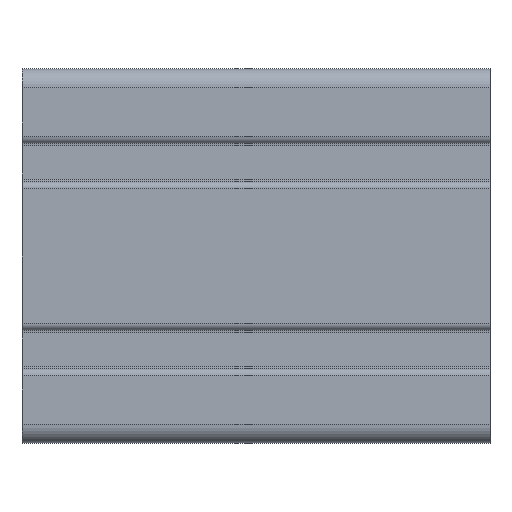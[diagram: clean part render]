
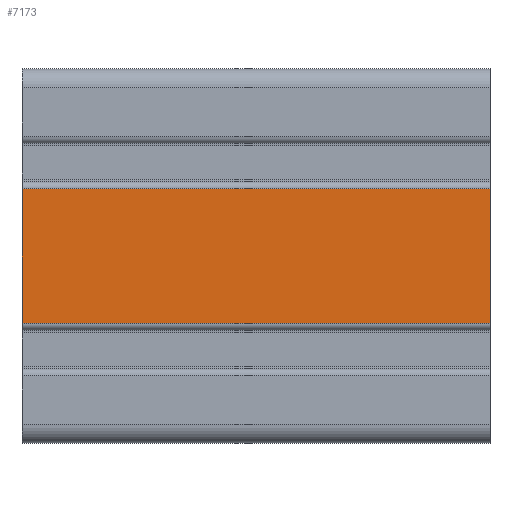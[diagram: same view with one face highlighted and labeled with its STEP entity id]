
A CAD part, left-side view. The second image highlights one B-rep face of the part: STEP entity #7173.
In plain terms, the highlighted planar face has unit normal (-1, 0, 0).
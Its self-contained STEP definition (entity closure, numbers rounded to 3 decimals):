
#869=FACE_OUTER_BOUND('',#1244,.T.);
#1244=EDGE_LOOP('',(#5891,#5892,#5893,#5894));
#1394=LINE('',#10359,#2086);
#1448=LINE('',#10549,#2140);
#1529=LINE('',#10773,#2221);
#1893=LINE('',#12013,#2585);
#2086=VECTOR('',#8131,10.);
#2140=VECTOR('',#8313,10.);
#2221=VECTOR('',#8514,1.);
#2585=VECTOR('',#9750,1.);
#2781=VERTEX_POINT('',#10356);
#2782=VERTEX_POINT('',#10358);
#2853=VERTEX_POINT('',#10545);
#2854=VERTEX_POINT('',#10547);
#3513=EDGE_CURVE('',#2781,#2782,#1394,.T.);
#3604=EDGE_CURVE('',#2853,#2854,#1448,.T.);
#3715=EDGE_CURVE('',#2782,#2854,#1529,.T.);
#4341=EDGE_CURVE('',#2781,#2853,#1893,.T.);
#5891=ORIENTED_EDGE('',*,*,#3513,.F.);
#5892=ORIENTED_EDGE('',*,*,#4341,.T.);
#5893=ORIENTED_EDGE('',*,*,#3604,.T.);
#5894=ORIENTED_EDGE('',*,*,#3715,.F.);
#6871=PLANE('',#7898);
#7173=ADVANCED_FACE('',(#869),#6871,.T.);
#7898=AXIS2_PLACEMENT_3D('',#12012,#9748,#9749);
#8131=DIRECTION('',(0.,1.,0.));
#8313=DIRECTION('',(0.,1.,0.));
#8514=DIRECTION('',(0.,0.,1.));
#9748=DIRECTION('center_axis',(-1.,0.,0.));
#9749=DIRECTION('ref_axis',(0.,0.,-1.));
#9750=DIRECTION('',(0.,0.,1.));
#10356=CARTESIAN_POINT('',(-40.,-500.,-14.4));
#10358=CARTESIAN_POINT('',(-40.,-400.,-14.4));
#10359=CARTESIAN_POINT('',(-40.,500.,-14.4));
#10545=CARTESIAN_POINT('',(-40.,-500.,14.4));
#10547=CARTESIAN_POINT('',(-40.,-400.,14.4));
#10549=CARTESIAN_POINT('',(-40.,500.,14.4));
#10773=CARTESIAN_POINT('',(-40.,-400.,-36.));
#12012=CARTESIAN_POINT('Origin',(-40.,500.,0.));
#12013=CARTESIAN_POINT('',(-40.,-500.,-36.));
